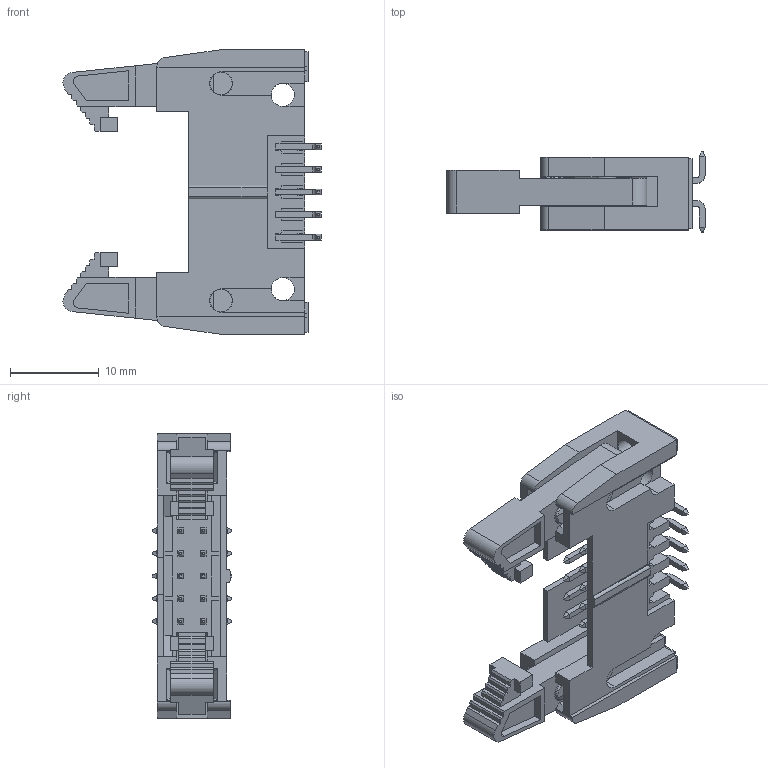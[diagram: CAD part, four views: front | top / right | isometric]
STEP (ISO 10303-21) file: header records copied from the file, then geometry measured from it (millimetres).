
FILE_DESCRIPTION(/* description */ (''),/* implementation_level */ '2;1');
FILE_NAME(/* name */ '1380-10-20-xx-xx.stp',/* time_stamp */ '2021-07-20T10:06:30+02:00',/* author */ ('Andreas.Larin'),/* organization */ (''),/* preprocessor_version */ 'ST-DEVELOPER v15.6',/* originating_system */ 'Autodesk Inventor 2015',/* authorisation */ '');
FILE_SCHEMA (('AUTOMOTIVE_DESIGN { 1 0 10303 214 3 1 1 }'));
Length unit declared in the file: centimetre
Products named in the file (1): 1380-10-20-xx-xx
Bounding box: 29.03 x 9 x 32 mm (x, y, z)
Volume: 2436.5 mm3; surface area: 4284.8 mm2
Topology: 3 solids, 3 shells, 831 faces, 2200 edges, 1402 vertices
Faces by surface type: plane 761, cylinder 58, bspline 8, cone 4
Full cylindrical faces by diameter (mm): 2.5 x8, 2.6 x2
Entity records: 25520 total; most frequent: CARTESIAN_POINT 4986, ORIENTED_EDGE 4368, DIRECTION 3946, EDGE_CURVE 2184, LINE 2022, VECTOR 2022, VERTEX_POINT 1396, AXIS2_PLACEMENT_3D 962
